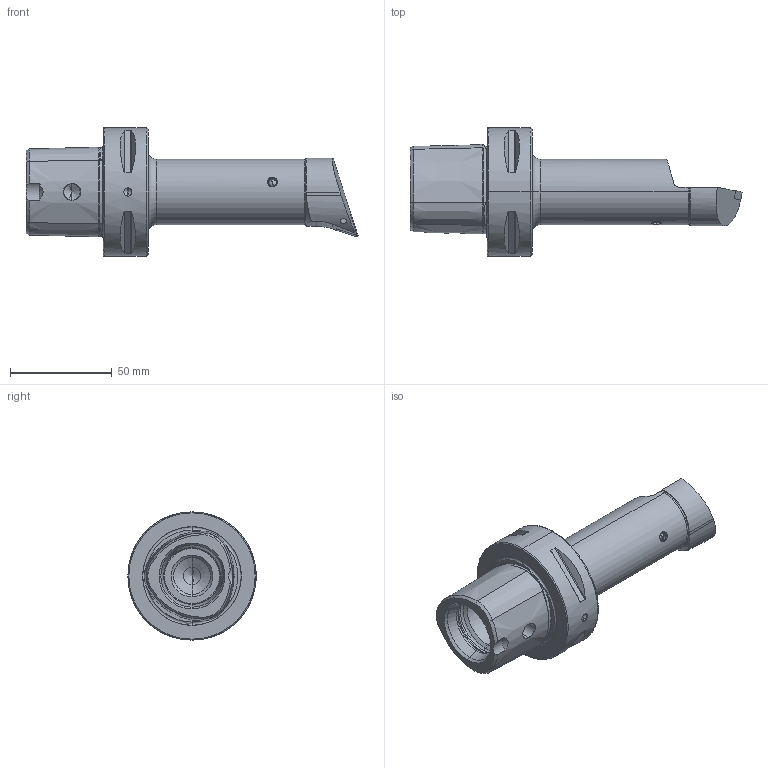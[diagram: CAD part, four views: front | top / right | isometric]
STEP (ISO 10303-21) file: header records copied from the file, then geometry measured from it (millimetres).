
FILE_DESCRIPTION (( 'STEP AP203' ), '1' );
FILE_NAME ('PS6-BDB.RQB.125.STEP', '2012-06-07T06:51:31', ( 'baer' ), ( 'Hewlett-Packard Company' ), 'SwSTEP 2.0', 'SolidWorks 2012', '' );
FILE_SCHEMA (( 'CONFIG_CONTROL_DESIGN' ));
Length unit declared in the file: millimetre
Products named in the file (5): DCMT11T304; PS6-BDB.RQB.125_A; KVT_MB_600_050; WCB-ER2.001.009_A; PS6-BDB.RQB.125
Assembly tree (4 placements, depth 2):
  PS6-BDB.RQB.125
    PS6-BDB.RQB.125_A
    DCMT11T304
    WCB-ER2.001.009_A
    KVT_MB_600_050
Bounding box: 163 x 63 x 63 mm (x, y, z)
Volume: 159845 mm3; surface area: 32096.2 mm2
Topology: 5 solids, 5 shells, 286 faces, 689 edges, 408 vertices
Faces by surface type: cone 99, cylinder 73, plane 53, torus 41, bspline 16, sphere 4
Entity records: 9885 total; most frequent: CARTESIAN_POINT 3054, ORIENTED_EDGE 1340, DIRECTION 1308, EDGE_CURVE 670, AXIS2_PLACEMENT_3D 537, VERTEX_POINT 405, EDGE_LOOP 307, ADVANCED_FACE 286
